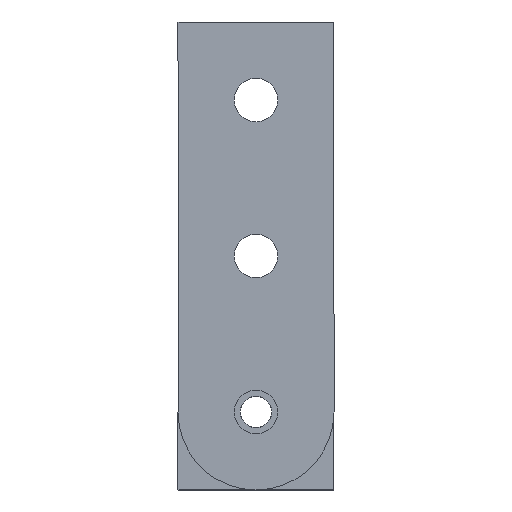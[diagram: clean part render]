
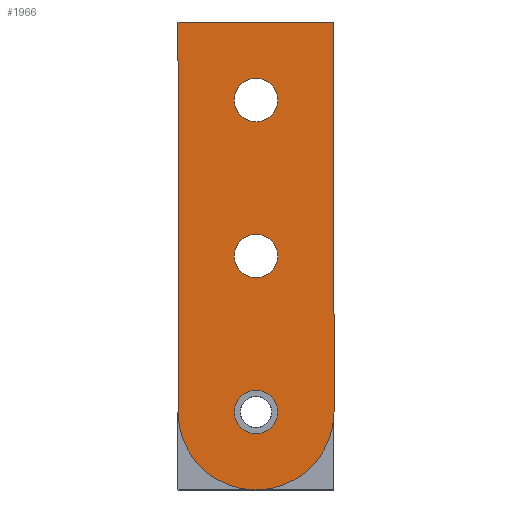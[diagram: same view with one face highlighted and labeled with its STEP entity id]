
A CAD part, left-side view. The second image highlights one B-rep face of the part: STEP entity #1966.
In plain terms, the highlighted planar face has unit normal (-1, 0, 0).
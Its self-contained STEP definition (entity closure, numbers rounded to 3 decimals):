
#1624=CARTESIAN_POINT('',(-0.75,-0.14,1.5));
#1625=VERTEX_POINT('',#1624);
#1634=CARTESIAN_POINT('',(-0.75,0.14,1.5));
#1635=VERTEX_POINT('',#1634);
#1636=CARTESIAN_POINT('',(-0.75,0.,1.5));
#1637=DIRECTION('',(1.0,0.0,0.0));
#1638=DIRECTION('',(0.0,-1.0,0.0));
#1639=AXIS2_PLACEMENT_3D('',#1636,#1637,#1638);
#1640=CIRCLE('',#1639,0.14);
#1641=EDGE_CURVE('',#1635,#1625,#1640,.T.);
#1666=CARTESIAN_POINT('',(-0.75,-0.14,2.5));
#1667=VERTEX_POINT('',#1666);
#1676=CARTESIAN_POINT('',(-0.75,0.14,2.5));
#1677=VERTEX_POINT('',#1676);
#1678=CARTESIAN_POINT('',(-0.75,0.,2.5));
#1679=DIRECTION('',(1.0,0.0,0.0));
#1680=DIRECTION('',(0.0,-1.0,0.0));
#1681=AXIS2_PLACEMENT_3D('',#1678,#1679,#1680);
#1682=CIRCLE('',#1681,0.14);
#1683=EDGE_CURVE('',#1677,#1667,#1682,.T.);
#1708=CARTESIAN_POINT('',(-0.75,-0.14,0.5));
#1709=VERTEX_POINT('',#1708);
#1718=CARTESIAN_POINT('',(-0.75,0.14,0.5));
#1719=VERTEX_POINT('',#1718);
#1720=CARTESIAN_POINT('',(-0.75,0.,0.5));
#1721=DIRECTION('',(1.0,0.0,0.0));
#1722=DIRECTION('',(0.0,-1.0,0.0));
#1723=AXIS2_PLACEMENT_3D('',#1720,#1721,#1722);
#1724=CIRCLE('',#1723,0.14);
#1725=EDGE_CURVE('',#1719,#1709,#1724,.T.);
#1759=CARTESIAN_POINT('',(-0.75,0.,0.5));
#1760=DIRECTION('',(1.0,0.0,0.0));
#1761=DIRECTION('',(0.0,-1.0,0.0));
#1762=AXIS2_PLACEMENT_3D('',#1759,#1760,#1761);
#1763=CIRCLE('',#1762,0.14);
#1764=EDGE_CURVE('',#1709,#1719,#1763,.T.);
#1783=CARTESIAN_POINT('',(-0.75,0.,2.5));
#1784=DIRECTION('',(1.0,0.0,0.0));
#1785=DIRECTION('',(0.0,-1.0,0.0));
#1786=AXIS2_PLACEMENT_3D('',#1783,#1784,#1785);
#1787=CIRCLE('',#1786,0.14);
#1788=EDGE_CURVE('',#1667,#1677,#1787,.T.);
#1807=CARTESIAN_POINT('',(-0.75,0.,1.5));
#1808=DIRECTION('',(1.0,0.0,0.0));
#1809=DIRECTION('',(0.0,-1.0,0.0));
#1810=AXIS2_PLACEMENT_3D('',#1807,#1808,#1809);
#1811=CIRCLE('',#1810,0.14);
#1812=EDGE_CURVE('',#1625,#1635,#1811,.T.);
#1832=CARTESIAN_POINT('',(-0.75,0.5,0.5));
#1833=VERTEX_POINT('',#1832);
#1840=CARTESIAN_POINT('',(-0.75,0.5,3.));
#1841=VERTEX_POINT('',#1840);
#1842=CARTESIAN_POINT('',(-0.75,0.5,0.5));
#1843=DIRECTION('',(0.0,0.0,1.0));
#1844=VECTOR('',#1843,2.5);
#1845=LINE('',#1842,#1844);
#1846=EDGE_CURVE('',#1833,#1841,#1845,.T.);
#1871=CARTESIAN_POINT('',(-0.75,-0.5,0.5));
#1872=VERTEX_POINT('',#1871);
#1879=CARTESIAN_POINT('',(-0.75,0.,0.5));
#1880=DIRECTION('',(1.0,0.,0.));
#1881=DIRECTION('',(0.,-0.707,-0.707));
#1882=AXIS2_PLACEMENT_3D('',#1879,#1880,#1881);
#1883=CIRCLE('',#1882,0.5);
#1884=EDGE_CURVE('',#1872,#1833,#1883,.T.);
#1903=CARTESIAN_POINT('',(-0.75,-0.5,3.));
#1904=VERTEX_POINT('',#1903);
#1911=CARTESIAN_POINT('',(-0.75,-0.5,3.));
#1912=DIRECTION('',(0.0,0.0,-1.0));
#1913=VECTOR('',#1912,2.5);
#1914=LINE('',#1911,#1913);
#1915=EDGE_CURVE('',#1904,#1872,#1914,.T.);
#1933=CARTESIAN_POINT('',(-0.75,0.5,3.));
#1934=DIRECTION('',(0.0,-1.0,0.0));
#1935=VECTOR('',#1934,1.0);
#1936=LINE('',#1933,#1935);
#1937=EDGE_CURVE('',#1841,#1904,#1936,.T.);
#1943=CARTESIAN_POINT('',(-0.75,0.,1.042));
#1944=DIRECTION('',(-1.0,0.0,0.0));
#1945=DIRECTION('',(0.0,1.0,0.0));
#1946=AXIS2_PLACEMENT_3D('',#1943,#1944,#1945);
#1947=PLANE('',#1946);
#1948=ORIENTED_EDGE('',*,*,#1937,.F.);
#1949=ORIENTED_EDGE('',*,*,#1846,.F.);
#1950=ORIENTED_EDGE('',*,*,#1884,.F.);
#1951=ORIENTED_EDGE('',*,*,#1915,.F.);
#1952=EDGE_LOOP('',(#1948,#1949,#1950,#1951));
#1953=FACE_OUTER_BOUND('',#1952,.T.);
#1954=ORIENTED_EDGE('',*,*,#1764,.T.);
#1955=ORIENTED_EDGE('',*,*,#1725,.T.);
#1956=EDGE_LOOP('',(#1954,#1955));
#1957=FACE_BOUND('',#1956,.T.);
#1958=ORIENTED_EDGE('',*,*,#1788,.T.);
#1959=ORIENTED_EDGE('',*,*,#1683,.T.);
#1960=EDGE_LOOP('',(#1958,#1959));
#1961=FACE_BOUND('',#1960,.T.);
#1962=ORIENTED_EDGE('',*,*,#1812,.T.);
#1963=ORIENTED_EDGE('',*,*,#1641,.T.);
#1964=EDGE_LOOP('',(#1962,#1963));
#1965=FACE_BOUND('',#1964,.T.);
#1966=ADVANCED_FACE('',(#1953,#1957,#1961,#1965),#1947,.T.);
